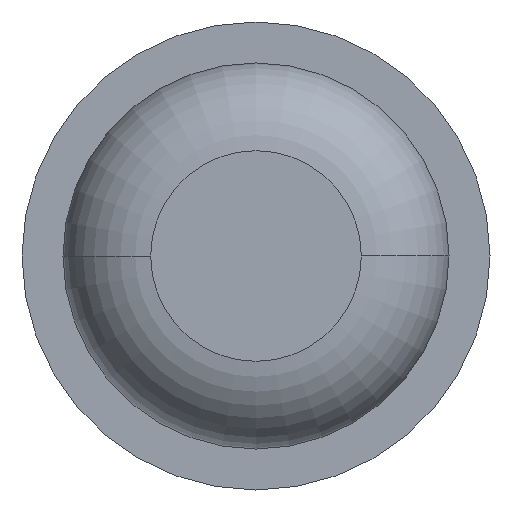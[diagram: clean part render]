
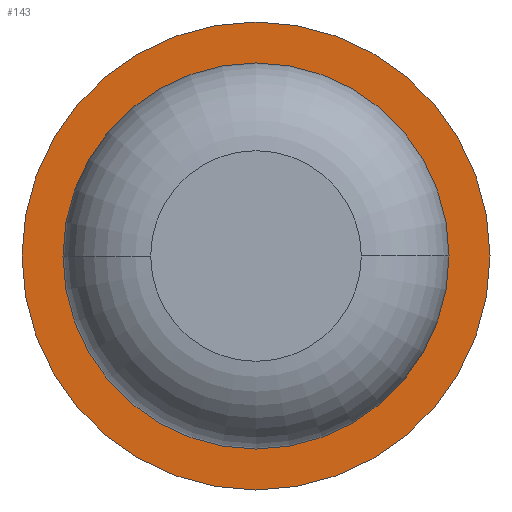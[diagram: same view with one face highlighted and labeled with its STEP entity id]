
A CAD part, front view. The second image highlights one B-rep face of the part: STEP entity #143.
In plain terms, the highlighted planar face has unit normal (0, -1, 0).
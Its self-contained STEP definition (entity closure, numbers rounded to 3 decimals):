
#8 = EDGE_LOOP ( 'NONE', ( #1502, #2000 ) ) ;
#12 = VERTEX_POINT ( 'NONE', #2457 ) ;
#142 = VERTEX_POINT ( 'NONE', #3130 ) ;
#143 = ADVANCED_FACE ( 'Defeature ausgef�hrt1_7', ( #180, #1918 ), #293, .F. ) ;
#173 = ORIENTED_EDGE ( 'NONE', *, *, #2582, .T. ) ;
#180 = FACE_OUTER_BOUND ( 'NONE', #8, .T. ) ;
#293 = PLANE ( 'NONE',  #1025 ) ;
#604 = CIRCLE ( 'NONE', #3975, 1. ) ;
#855 = EDGE_CURVE ( 'Defeature ausgef�hrt1_8+Defeature ausgef�hrt1_7+Defeature ausgef�hrt1_7+Defeature ausgef�hrt1_7', #12, #142, #604, .T. ) ;
#898 = CIRCLE ( 'NONE', #970, 0.825 ) ;
#924 = DIRECTION ( 'NONE',  ( 0., 1., 0. ) ) ;
#970 = AXIS2_PLACEMENT_3D ( 'NONE', #1787, #1744, #1457 ) ;
#1025 = AXIS2_PLACEMENT_3D ( 'NONE', #2812, #924, #3437 ) ;
#1127 = EDGE_CURVE ( 'Defeature ausgef�hrt1_7+Defeature ausgef�hrt1_0+Defeature ausgef�hrt1_0+Defeature ausgef�hrt1_0', #1518, #3456, #3869, .T. ) ;
#1144 = DIRECTION ( 'NONE',  ( -1., 0., 0. ) ) ;
#1146 = CARTESIAN_POINT ( 'NONE',  ( 0.825, -6., 0. ) ) ;
#1358 = CIRCLE ( 'NONE', #2590, 1. ) ;
#1376 = EDGE_LOOP ( 'NONE', ( #3307, #173 ) ) ;
#1457 = DIRECTION ( 'NONE',  ( -1., 0., 0. ) ) ;
#1502 = ORIENTED_EDGE ( 'NONE', *, *, #855, .F. ) ;
#1518 = VERTEX_POINT ( 'NONE', #1778 ) ;
#1532 = DIRECTION ( 'NONE',  ( 0., 1., 0. ) ) ;
#1735 = DIRECTION ( 'NONE',  ( 0., 1., 0. ) ) ;
#1744 = DIRECTION ( 'NONE',  ( 0., 1., 0. ) ) ;
#1773 = DIRECTION ( 'NONE',  ( 0., 1., 0. ) ) ;
#1778 = CARTESIAN_POINT ( 'NONE',  ( -0.825, -6., 0. ) ) ;
#1787 = CARTESIAN_POINT ( 'NONE',  ( 0., -6., 0. ) ) ;
#1918 = FACE_BOUND ( 'NONE', #1376, .T. ) ;
#2000 = ORIENTED_EDGE ( 'NONE', *, *, #2729, .F. ) ;
#2199 = AXIS2_PLACEMENT_3D ( 'NONE', #3394, #1532, #4053 ) ;
#2457 = CARTESIAN_POINT ( 'NONE',  ( -1., -6., 0. ) ) ;
#2582 = EDGE_CURVE ( 'Defeature ausgef�hrt1_7+Defeature ausgef�hrt1_0+Defeature ausgef�hrt1_0+Defeature ausgef�hrt1_0', #3456, #1518, #898, .T. ) ;
#2590 = AXIS2_PLACEMENT_3D ( 'NONE', #2753, #1773, #1144 ) ;
#2729 = EDGE_CURVE ( 'Defeature ausgef�hrt1_8+Defeature ausgef�hrt1_7+Defeature ausgef�hrt1_7+Defeature ausgef�hrt1_7', #142, #12, #1358, .T. ) ;
#2753 = CARTESIAN_POINT ( 'NONE',  ( 0., -6., 0. ) ) ;
#2812 = CARTESIAN_POINT ( 'NONE',  ( 0.825, -6., 0. ) ) ;
#3130 = CARTESIAN_POINT ( 'NONE',  ( 1., -6., 0. ) ) ;
#3307 = ORIENTED_EDGE ( 'NONE', *, *, #1127, .T. ) ;
#3394 = CARTESIAN_POINT ( 'NONE',  ( 0., -6., 0. ) ) ;
#3437 = DIRECTION ( 'NONE',  ( -1., 0., 0. ) ) ;
#3456 = VERTEX_POINT ( 'NONE', #1146 ) ;
#3573 = DIRECTION ( 'NONE',  ( -1., 0., 0. ) ) ;
#3602 = CARTESIAN_POINT ( 'NONE',  ( 0., -6., 0. ) ) ;
#3869 = CIRCLE ( 'NONE', #2199, 0.825 ) ;
#3975 = AXIS2_PLACEMENT_3D ( 'NONE', #3602, #1735, #3573 ) ;
#4053 = DIRECTION ( 'NONE',  ( -1., 0., 0. ) ) ;
